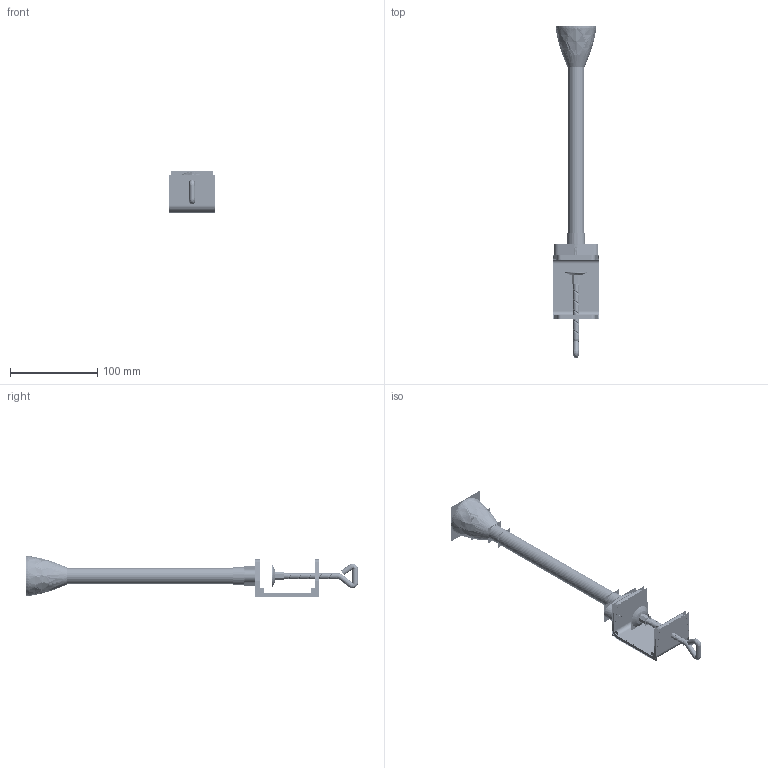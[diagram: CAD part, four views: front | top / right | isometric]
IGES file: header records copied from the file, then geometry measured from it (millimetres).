
Start section:  PTC IGES file: 192314.igs
Global section: file name: 192314.igs; native system: Creo Parametric by Parametric Technology Corporation; preprocessor: 2013230; author: pdmadmin; organization: Unknown; date: 20151218.134253; units: millimetre
Bounding box: 52.83 x 379.55 x 47.84 mm (x, y, z)
Volume: 81190.3 mm3; surface area: 496315.7 mm2
Topology: 7 solids, 10 shells, 1036 faces, 5270 edges, 6650 vertices
Faces by surface type: revolution 544, bspline 492
